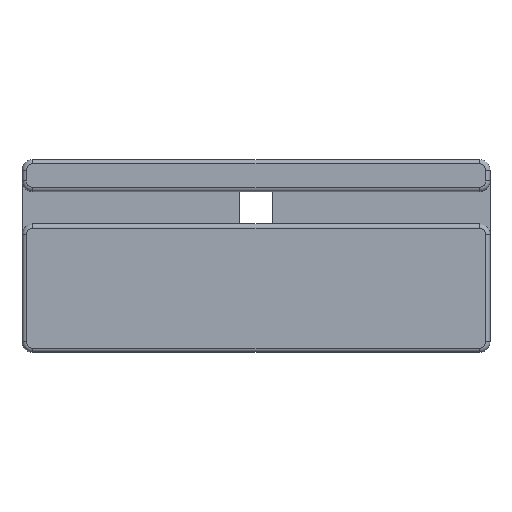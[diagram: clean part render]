
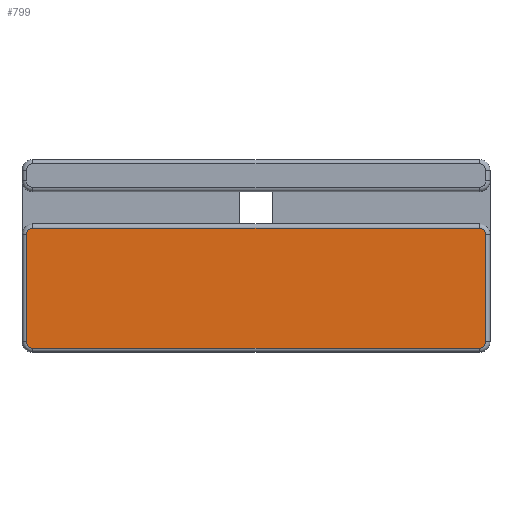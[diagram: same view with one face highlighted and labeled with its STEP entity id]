
A CAD part, top view. The second image highlights one B-rep face of the part: STEP entity #799.
In plain terms, the highlighted planar face has unit normal (0, 0, 1).
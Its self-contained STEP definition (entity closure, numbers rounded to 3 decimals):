
#55=CIRCLE('',#862,0.6);
#60=CIRCLE('',#869,0.6);
#64=CIRCLE('',#875,0.6);
#68=CIRCLE('',#881,0.6);
#119=FACE_OUTER_BOUND('',#169,.T.);
#169=EDGE_LOOP('',(#663,#664,#665,#666,#667,#668,#669,#670));
#235=LINE('',#1313,#307);
#236=LINE('',#1321,#308);
#238=LINE('',#1333,#310);
#239=LINE('',#1341,#311);
#307=VECTOR('',#1046,10.);
#308=VECTOR('',#1057,10.);
#310=VECTOR('',#1071,10.);
#311=VECTOR('',#1082,10.);
#372=VERTEX_POINT('',#1304);
#373=VERTEX_POINT('',#1306);
#374=VERTEX_POINT('',#1311);
#375=VERTEX_POINT('',#1315);
#376=VERTEX_POINT('',#1319);
#377=VERTEX_POINT('',#1323);
#379=VERTEX_POINT('',#1329);
#381=VERTEX_POINT('',#1335);
#458=EDGE_CURVE('',#372,#373,#55,.T.);
#462=EDGE_CURVE('',#373,#374,#235,.T.);
#464=EDGE_CURVE('',#374,#375,#60,.T.);
#466=EDGE_CURVE('',#375,#376,#236,.T.);
#469=EDGE_CURVE('',#376,#377,#64,.T.);
#472=EDGE_CURVE('',#377,#379,#238,.T.);
#475=EDGE_CURVE('',#379,#381,#68,.T.);
#476=EDGE_CURVE('',#381,#372,#239,.T.);
#663=ORIENTED_EDGE('',*,*,#458,.F.);
#664=ORIENTED_EDGE('',*,*,#476,.F.);
#665=ORIENTED_EDGE('',*,*,#475,.F.);
#666=ORIENTED_EDGE('',*,*,#472,.F.);
#667=ORIENTED_EDGE('',*,*,#469,.F.);
#668=ORIENTED_EDGE('',*,*,#466,.F.);
#669=ORIENTED_EDGE('',*,*,#464,.F.);
#670=ORIENTED_EDGE('',*,*,#462,.F.);
#762=PLANE('',#888);
#799=ADVANCED_FACE('',(#119),#762,.T.);
#862=AXIS2_PLACEMENT_3D('',#1307,#1036,#1037);
#869=AXIS2_PLACEMENT_3D('',#1317,#1051,#1052);
#875=AXIS2_PLACEMENT_3D('',#1327,#1064,#1065);
#881=AXIS2_PLACEMENT_3D('',#1339,#1078,#1079);
#888=AXIS2_PLACEMENT_3D('',#1366,#1105,#1106);
#1036=DIRECTION('center_axis',(0.,0.,-1.));
#1037=DIRECTION('ref_axis',(0.707,-0.707,0.));
#1046=DIRECTION('',(-1.,0.,0.));
#1051=DIRECTION('center_axis',(0.,0.,-1.));
#1052=DIRECTION('ref_axis',(-0.707,-0.707,0.));
#1057=DIRECTION('',(0.,1.,0.));
#1064=DIRECTION('center_axis',(0.,0.,-1.));
#1065=DIRECTION('ref_axis',(-0.707,0.707,0.));
#1071=DIRECTION('',(1.,0.,0.));
#1078=DIRECTION('center_axis',(0.,0.,-1.));
#1079=DIRECTION('ref_axis',(0.707,0.707,0.));
#1082=DIRECTION('',(0.,-1.,0.));
#1105=DIRECTION('center_axis',(0.,0.,1.));
#1106=DIRECTION('ref_axis',(1.,0.,0.));
#1304=CARTESIAN_POINT('',(43.3,1.,3.8));
#1306=CARTESIAN_POINT('',(42.7,0.4,3.8));
#1307=CARTESIAN_POINT('Origin',(42.7,1.,3.8));
#1311=CARTESIAN_POINT('',(1.,0.4,3.8));
#1313=CARTESIAN_POINT('',(10.925,0.4,3.8));
#1315=CARTESIAN_POINT('',(0.4,1.,3.8));
#1317=CARTESIAN_POINT('Origin',(1.,1.,3.8));
#1319=CARTESIAN_POINT('',(0.4,11.,3.8));
#1321=CARTESIAN_POINT('',(0.4,12.,3.8));
#1323=CARTESIAN_POINT('',(1.,11.6,3.8));
#1327=CARTESIAN_POINT('Origin',(1.,11.,3.8));
#1329=CARTESIAN_POINT('',(42.7,11.6,3.8));
#1333=CARTESIAN_POINT('',(32.775,11.6,3.8));
#1335=CARTESIAN_POINT('',(43.3,11.,3.8));
#1339=CARTESIAN_POINT('Origin',(42.7,11.,3.8));
#1341=CARTESIAN_POINT('',(43.3,10.5,3.8));
#1366=CARTESIAN_POINT('Origin',(21.85,6.,3.8));
